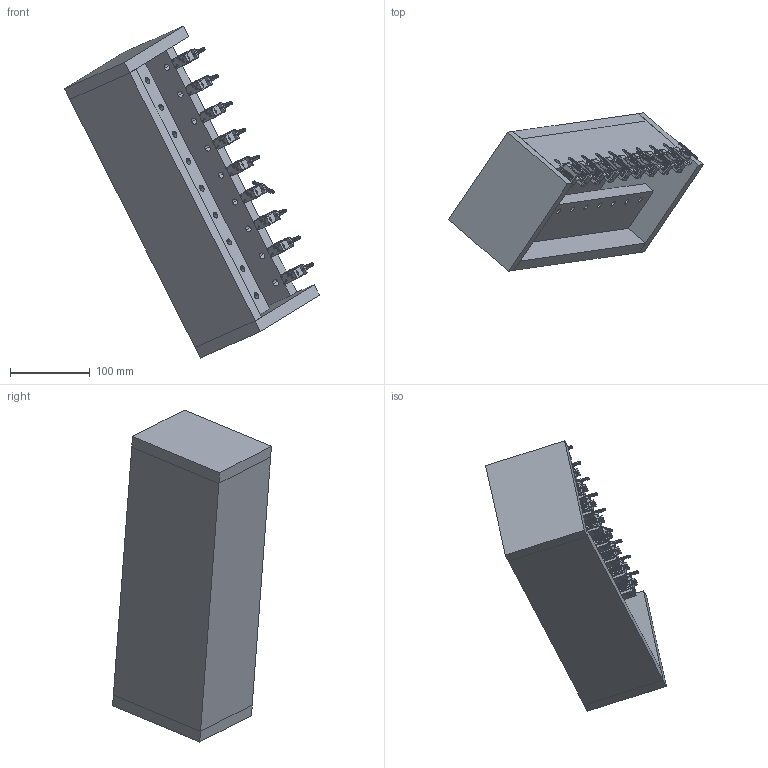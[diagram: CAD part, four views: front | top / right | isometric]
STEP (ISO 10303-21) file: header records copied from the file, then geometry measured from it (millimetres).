
FILE_DESCRIPTION (( 'STEP AP203' ), '1' );
FILE_NAME ('chassis design.STEP', '2026-01-21T21:14:27', ( '' ), ( '' ), 'SwSTEP 2.0', 'SolidWorks 2023', '' );
FILE_SCHEMA (( 'CONFIG_CONTROL_DESIGN' ));
Length unit declared in the file: millimetre
Products named in the file (7): top 2; top part; sides; SG90 - Micro Servo 9g - Tower Pro.1_Peça; SG90 - Micro Servo 9g - Tower Pro.3_Peça; chassis design; servo
Assembly tree (17 placements, depth 3):
  chassis design
    sides  x2
    top part  x2
    top 2
    SG90 - Micro Servo 9g - Tower Pro.1_Peça
    SG90 - Micro Servo 9g - Tower Pro.3_Peça
    servo  x8
      SG90 - Micro Servo 9g - Tower Pro.1_Peça
      SG90 - Micro Servo 9g - Tower Pro.3_Peça
Bounding box: 320.72 x 199.63 x 417.36 mm (x, y, z)
Volume: 2330362.3 mm3; surface area: 414798.9 mm2
Topology: 131 solids, 131 shells, 7853 faces, 26256 edges, 19673 vertices
Faces by surface type: plane 5099, cylinder 2232, torus 279, bspline 207, sphere 18, cone 18
Entity records: 41029 total; most frequent: CARTESIAN_POINT 13814, ORIENTED_EDGE 5984, DIRECTION 4758, EDGE_CURVE 2992, VERTEX_POINT 2237, LINE 1792, VECTOR 1792, AXIS2_PLACEMENT_3D 1483
